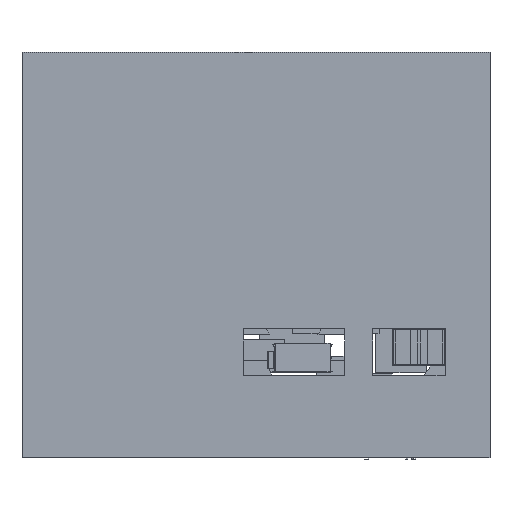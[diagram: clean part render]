
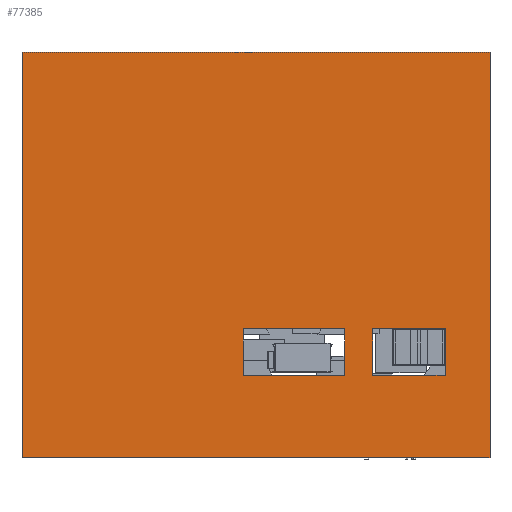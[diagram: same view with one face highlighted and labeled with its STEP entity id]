
A CAD part, front view. The second image highlights one B-rep face of the part: STEP entity #77385.
In plain terms, the highlighted planar face has unit normal (0, -1, 0).
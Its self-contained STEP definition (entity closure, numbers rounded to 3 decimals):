
#664 = EDGE_CURVE ( 'NONE', #135598, #77381, #89719, .T. ) ;
#736 = LINE ( 'NONE', #21615, #63179 ) ;
#1903 = EDGE_CURVE ( 'NONE', #44082, #33131, #150076, .T. ) ;
#3046 = DIRECTION ( 'NONE',  ( 0., 0., -1. ) ) ;
#3284 = ORIENTED_EDGE ( 'NONE', *, *, #34518, .T. ) ;
#13810 = EDGE_LOOP ( 'NONE', ( #116788, #165906, #79598, #3284 ) ) ;
#13917 = DIRECTION ( 'NONE',  ( 1., 0., 0. ) ) ;
#17956 = VECTOR ( 'NONE', #74011, 1000. ) ;
#18912 = VERTEX_POINT ( 'NONE', #59589 ) ;
#19910 = ORIENTED_EDGE ( 'NONE', *, *, #116707, .T. ) ;
#21615 = CARTESIAN_POINT ( 'NONE',  ( -4592.5, -2000., -2663. ) ) ;
#21834 = DIRECTION ( 'NONE',  ( 0., 0., -1. ) ) ;
#23490 = DIRECTION ( 'NONE',  ( -1., 0., 0. ) ) ;
#25049 = CARTESIAN_POINT ( 'NONE',  ( -130., -2000., -2663. ) ) ;
#25286 = DIRECTION ( 'NONE',  ( 0., 0., -1. ) ) ;
#25619 = CARTESIAN_POINT ( 'NONE',  ( -12220., -2000., -5506. ) ) ;
#32330 = CARTESIAN_POINT ( 'NONE',  ( 3920., -2000., 8480. ) ) ;
#33131 = VERTEX_POINT ( 'NONE', #186162 ) ;
#34518 = EDGE_CURVE ( 'NONE', #33131, #83800, #158451, .T. ) ;
#36822 = VECTOR ( 'NONE', #3046, 1000. ) ;
#39104 = ORIENTED_EDGE ( 'NONE', *, *, #664, .T. ) ;
#41170 = EDGE_CURVE ( 'NONE', #74121, #123190, #145010, .T. ) ;
#44082 = VERTEX_POINT ( 'NONE', #132113 ) ;
#44828 = ORIENTED_EDGE ( 'NONE', *, *, #134470, .T. ) ;
#47445 = LINE ( 'NONE', #146284, #109958 ) ;
#48913 = CARTESIAN_POINT ( 'NONE',  ( -4592.5, -2000., -1063. ) ) ;
#50857 = VERTEX_POINT ( 'NONE', #172284 ) ;
#55442 = EDGE_LOOP ( 'NONE', ( #94319, #180422, #44828, #173460 ) ) ;
#56350 = VECTOR ( 'NONE', #149502, 1000. ) ;
#57554 = ORIENTED_EDGE ( 'NONE', *, *, #73798, .T. ) ;
#59589 = CARTESIAN_POINT ( 'NONE',  ( -4592.5, -2000., -2663. ) ) ;
#62431 = LINE ( 'NONE', #165880, #180082 ) ;
#63179 = VECTOR ( 'NONE', #23490, 1000. ) ;
#65955 = DIRECTION ( 'NONE',  ( -1., 0., 0. ) ) ;
#67902 = EDGE_LOOP ( 'NONE', ( #39104, #57554, #146042, #19910 ) ) ;
#70344 = EDGE_CURVE ( 'NONE', #18912, #74121, #129890, .T. ) ;
#70914 = CARTESIAN_POINT ( 'NONE',  ( -1092.5, -2000., -2663. ) ) ;
#71256 = EDGE_CURVE ( 'NONE', #50857, #182937, #133213, .T. ) ;
#73076 = CARTESIAN_POINT ( 'NONE',  ( -1092.5, -2000., -1063. ) ) ;
#73798 = EDGE_CURVE ( 'NONE', #77381, #50857, #62431, .T. ) ;
#74011 = DIRECTION ( 'NONE',  ( 0., 0., -1. ) ) ;
#74121 = VERTEX_POINT ( 'NONE', #48913 ) ;
#77381 = VERTEX_POINT ( 'NONE', #137416 ) ;
#77385 = ADVANCED_FACE ( 'NONE', ( #139305, #108902, #122206 ), #153548, .T. ) ;
#79598 = ORIENTED_EDGE ( 'NONE', *, *, #1903, .T. ) ;
#80991 = CARTESIAN_POINT ( 'NONE',  ( -1092.5, -2000., -1063. ) ) ;
#83800 = VERTEX_POINT ( 'NONE', #100276 ) ;
#89286 = DIRECTION ( 'NONE',  ( 1., 0., 0. ) ) ;
#89719 = LINE ( 'NONE', #150454, #56350 ) ;
#93749 = CARTESIAN_POINT ( 'NONE',  ( 0., -2000., 0. ) ) ;
#94319 = ORIENTED_EDGE ( 'NONE', *, *, #70344, .T. ) ;
#97242 = LINE ( 'NONE', #25049, #127958 ) ;
#99547 = DIRECTION ( 'NONE',  ( 0., 0., 1. ) ) ;
#100276 = CARTESIAN_POINT ( 'NONE',  ( -12220., -2000., 8480. ) ) ;
#100488 = VERTEX_POINT ( 'NONE', #70914 ) ;
#108472 = EDGE_CURVE ( 'NONE', #100488, #18912, #736, .T. ) ;
#108902 = FACE_OUTER_BOUND ( 'NONE', #13810, .T. ) ;
#109958 = VECTOR ( 'NONE', #89286, 1000. ) ;
#115398 = VECTOR ( 'NONE', #21834, 1000. ) ;
#115535 = VECTOR ( 'NONE', #170838, 1000. ) ;
#115644 = CARTESIAN_POINT ( 'NONE',  ( -4592.5, -2000., -1063. ) ) ;
#116707 = EDGE_CURVE ( 'NONE', #182937, #135598, #97242, .T. ) ;
#116788 = ORIENTED_EDGE ( 'NONE', *, *, #130917, .T. ) ;
#117695 = EDGE_CURVE ( 'NONE', #160591, #44082, #47445, .T. ) ;
#118018 = CARTESIAN_POINT ( 'NONE',  ( 2370., -2000., -2663. ) ) ;
#120360 = DIRECTION ( 'NONE',  ( 1., 0., 0. ) ) ;
#122206 = FACE_BOUND ( 'NONE', #67902, .T. ) ;
#123190 = VERTEX_POINT ( 'NONE', #80991 ) ;
#127958 = VECTOR ( 'NONE', #65955, 1000. ) ;
#129890 = LINE ( 'NONE', #115644, #148739 ) ;
#130917 = EDGE_CURVE ( 'NONE', #83800, #160591, #151946, .T. ) ;
#132113 = CARTESIAN_POINT ( 'NONE',  ( 3920., -2000., -5506. ) ) ;
#133213 = LINE ( 'NONE', #118018, #36822 ) ;
#134470 = EDGE_CURVE ( 'NONE', #123190, #100488, #160363, .T. ) ;
#135598 = VERTEX_POINT ( 'NONE', #178808 ) ;
#137416 = CARTESIAN_POINT ( 'NONE',  ( -130., -2000., -1063. ) ) ;
#139305 = FACE_BOUND ( 'NONE', #55442, .T. ) ;
#145010 = LINE ( 'NONE', #187668, #180393 ) ;
#146042 = ORIENTED_EDGE ( 'NONE', *, *, #71256, .T. ) ;
#146284 = CARTESIAN_POINT ( 'NONE',  ( -12220., -2000., -5506. ) ) ;
#148739 = VECTOR ( 'NONE', #99547, 1000. ) ;
#149157 = DIRECTION ( 'NONE',  ( 0., 0., 1. ) ) ;
#149502 = DIRECTION ( 'NONE',  ( 0., 0., 1. ) ) ;
#149880 = CARTESIAN_POINT ( 'NONE',  ( 2370., -2000., -2663. ) ) ;
#150076 = LINE ( 'NONE', #32330, #174817 ) ;
#150454 = CARTESIAN_POINT ( 'NONE',  ( -130., -2000., -2663. ) ) ;
#151946 = LINE ( 'NONE', #166141, #115398 ) ;
#153548 = PLANE ( 'NONE',  #159721 ) ;
#158451 = LINE ( 'NONE', #187911, #115535 ) ;
#159721 = AXIS2_PLACEMENT_3D ( 'NONE', #93749, #166789, #25286 ) ;
#160363 = LINE ( 'NONE', #73076, #17956 ) ;
#160591 = VERTEX_POINT ( 'NONE', #25619 ) ;
#165880 = CARTESIAN_POINT ( 'NONE',  ( -130., -2000., -1063. ) ) ;
#165906 = ORIENTED_EDGE ( 'NONE', *, *, #117695, .T. ) ;
#166141 = CARTESIAN_POINT ( 'NONE',  ( -12220., -2000., 8480. ) ) ;
#166789 = DIRECTION ( 'NONE',  ( 0., -1., 0. ) ) ;
#170838 = DIRECTION ( 'NONE',  ( -1., 0., 0. ) ) ;
#172284 = CARTESIAN_POINT ( 'NONE',  ( 2370., -2000., -1063. ) ) ;
#173460 = ORIENTED_EDGE ( 'NONE', *, *, #108472, .T. ) ;
#174817 = VECTOR ( 'NONE', #149157, 1000. ) ;
#178808 = CARTESIAN_POINT ( 'NONE',  ( -130., -2000., -2663. ) ) ;
#180082 = VECTOR ( 'NONE', #120360, 1000. ) ;
#180393 = VECTOR ( 'NONE', #13917, 1000. ) ;
#180422 = ORIENTED_EDGE ( 'NONE', *, *, #41170, .T. ) ;
#182937 = VERTEX_POINT ( 'NONE', #149880 ) ;
#186162 = CARTESIAN_POINT ( 'NONE',  ( 3920., -2000., 8480. ) ) ;
#187668 = CARTESIAN_POINT ( 'NONE',  ( -4592.5, -2000., -1063. ) ) ;
#187911 = CARTESIAN_POINT ( 'NONE',  ( -12220., -2000., 8480. ) ) ;
